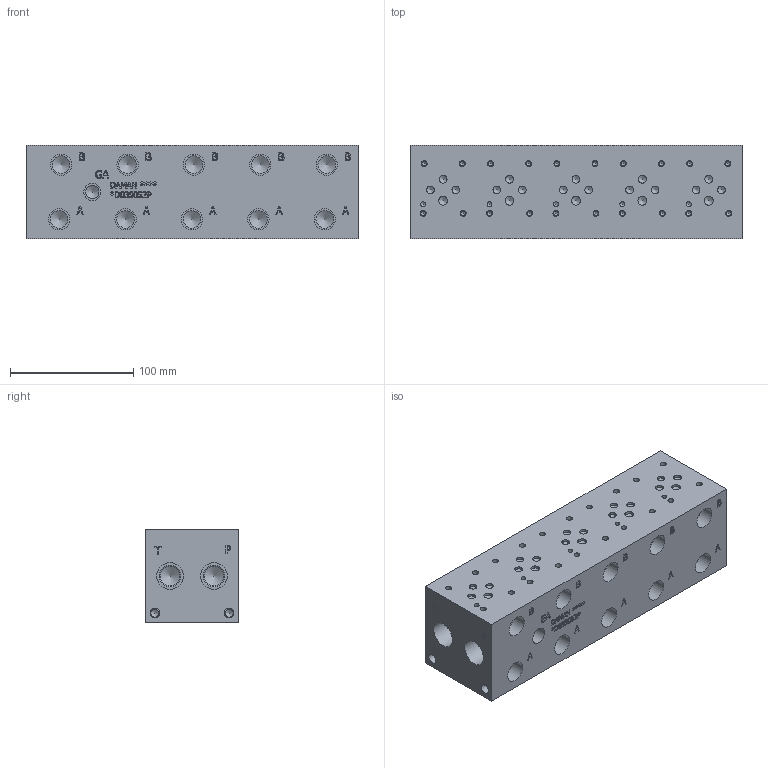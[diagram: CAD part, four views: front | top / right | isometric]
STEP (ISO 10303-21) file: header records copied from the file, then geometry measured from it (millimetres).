
FILE_DESCRIPTION(/* description */ (''),/* implementation_level */ '2;1');
FILE_NAME(/* name */ '_D03S052P.stp',/* time_stamp */ '2020-03-16T15:06:44-04:00',/* author */ ('alexanderw'),/* organization */ (''),/* preprocessor_version */ 'ST-DEVELOPER v17',/* originating_system */ 'Autodesk Inventor 2019',/* authorisation */ '');
FILE_SCHEMA (('AUTOMOTIVE_DESIGN { 1 0 10303 214 3 1 1 }'));
Length unit declared in the file: millimetre
Products named in the file (1): Part_AD03S052P_3D
Bounding box: 269.88 x 76.2 x 76.2 mm (x, y, z)
Volume: 1483893.2 mm3; surface area: 118614.9 mm2
Topology: 1 solids, 1 shells, 821 faces, 2262 edges, 1541 vertices
Faces by surface type: plane 439, bspline 207, cylinder 107, cone 68
Full cylindrical faces by diameter (mm): 3.785 x20, 3.962 x5, 4.826 x20, 6.35 x15, 6.528 x4, 7.137 x5, 7.925 x4, 10.719 x1, 13.868 x1, 14.3 x10, 15.875 x4, 17.297 x10, 17.475 x4, 21.59 x4
Entity records: 27611 total; most frequent: CARTESIAN_POINT 7252, ORIENTED_EDGE 4396, DIRECTION 3399, EDGE_CURVE 2198, VERTEX_POINT 1541, LINE 1399, VECTOR 1399, AXIS2_PLACEMENT_3D 1000
